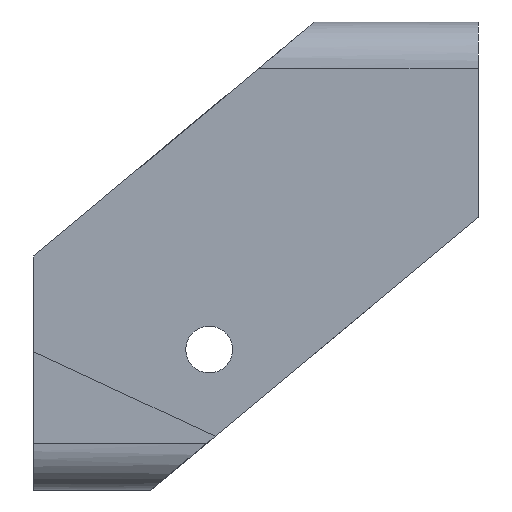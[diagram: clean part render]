
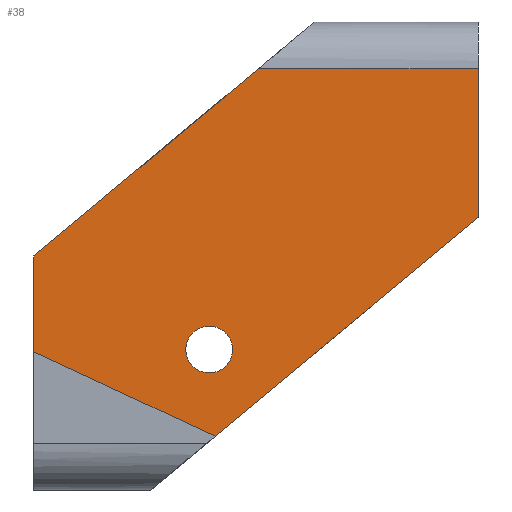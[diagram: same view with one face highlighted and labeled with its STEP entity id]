
A CAD part, left-side view. The second image highlights one B-rep face of the part: STEP entity #38.
In plain terms, the highlighted planar face has unit normal (-1, 0, 0).
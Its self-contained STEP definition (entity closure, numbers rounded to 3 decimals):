
#5 = FACE_BOUND ( 'NONE', #1339, .T. ) ;
#20 = EDGE_CURVE ( 'NONE', #1118, #1595, #360, .T. ) ;
#28 = CARTESIAN_POINT ( 'NONE',  ( -19., -26., -6.667 ) ) ;
#38 = ADVANCED_FACE ( 'NONE', ( #5, #592 ), #49, .T. ) ;
#49 = PLANE ( 'NONE',  #1366 ) ;
#53 = CARTESIAN_POINT ( 'NONE',  ( -19., -3., -18. ) ) ;
#68 = LINE ( 'NONE', #1513, #574 ) ;
#85 = DIRECTION ( 'NONE',  ( 0., 0.768, -0.64 ) ) ;
#87 = AXIS2_PLACEMENT_3D ( 'NONE', #1177, #1550, #931 ) ;
#89 = CARTESIAN_POINT ( 'NONE',  ( -19., 12., -18.177 ) ) ;
#99 = VERTEX_POINT ( 'NONE', #776 ) ;
#116 = EDGE_CURVE ( 'NONE', #895, #1595, #1382, .T. ) ;
#122 = DIRECTION ( 'NONE',  ( 0., 1., 0. ) ) ;
#172 = CARTESIAN_POINT ( 'NONE',  ( -19., 0., 0. ) ) ;
#175 = DIRECTION ( 'NONE',  ( 0., 0., -1. ) ) ;
#239 = CIRCLE ( 'NONE', #87, 2. ) ;
#253 = VECTOR ( 'NONE', #85, 1000. ) ;
#301 = EDGE_CURVE ( 'NONE', #655, #99, #1341, .T. ) ;
#312 = CARTESIAN_POINT ( 'NONE',  ( -19., -3., -20. ) ) ;
#324 = ORIENTED_EDGE ( 'NONE', *, *, #736, .F. ) ;
#334 = ORIENTED_EDGE ( 'NONE', *, *, #371, .T. ) ;
#360 = LINE ( 'NONE', #575, #943 ) ;
#371 = EDGE_CURVE ( 'NONE', #588, #1060, #376, .T. ) ;
#376 = CIRCLE ( 'NONE', #396, 2. ) ;
#388 = DIRECTION ( 'NONE',  ( 0., -0.906, -0.423 ) ) ;
#396 = AXIS2_PLACEMENT_3D ( 'NONE', #53, #1392, #1523 ) ;
#444 = VECTOR ( 'NONE', #388, 1000. ) ;
#449 = EDGE_CURVE ( 'NONE', #895, #511, #1271, .T. ) ;
#511 = VERTEX_POINT ( 'NONE', #28 ) ;
#539 = EDGE_CURVE ( 'NONE', #1060, #588, #239, .T. ) ;
#541 = CARTESIAN_POINT ( 'NONE',  ( -19., -12., 6. ) ) ;
#574 = VECTOR ( 'NONE', #789, 1000. ) ;
#575 = CARTESIAN_POINT ( 'NONE',  ( -19., -12., 10. ) ) ;
#588 = VERTEX_POINT ( 'NONE', #673 ) ;
#592 = FACE_OUTER_BOUND ( 'NONE', #715, .T. ) ;
#655 = VERTEX_POINT ( 'NONE', #89 ) ;
#673 = CARTESIAN_POINT ( 'NONE',  ( -19., -3., -16. ) ) ;
#674 = ORIENTED_EDGE ( 'NONE', *, *, #539, .T. ) ;
#715 = EDGE_LOOP ( 'NONE', ( #1463, #1420, #1483, #985, #750, #324 ) ) ;
#736 = EDGE_CURVE ( 'NONE', #511, #99, #957, .T. ) ;
#750 = ORIENTED_EDGE ( 'NONE', *, *, #301, .T. ) ;
#776 = CARTESIAN_POINT ( 'NONE',  ( -19., -3.509, -25.409 ) ) ;
#782 = CARTESIAN_POINT ( 'NONE',  ( -19., 12., -10. ) ) ;
#789 = DIRECTION ( 'NONE',  ( 0., 0., 1. ) ) ;
#822 = DIRECTION ( 'NONE',  ( 0., 0., 1. ) ) ;
#828 = CARTESIAN_POINT ( 'NONE',  ( -19., 2., -30. ) ) ;
#895 = VERTEX_POINT ( 'NONE', #988 ) ;
#898 = VECTOR ( 'NONE', #175, 1000. ) ;
#931 = DIRECTION ( 'NONE',  ( 0., 0., -1. ) ) ;
#943 = VECTOR ( 'NONE', #1267, 1000. ) ;
#957 = LINE ( 'NONE', #828, #253 ) ;
#985 = ORIENTED_EDGE ( 'NONE', *, *, #1149, .F. ) ;
#988 = CARTESIAN_POINT ( 'NONE',  ( -19., -26., 6. ) ) ;
#1038 = CARTESIAN_POINT ( 'NONE',  ( -19., -7.2, 6. ) ) ;
#1060 = VERTEX_POINT ( 'NONE', #312 ) ;
#1118 = VERTEX_POINT ( 'NONE', #782 ) ;
#1143 = VECTOR ( 'NONE', #122, 1000. ) ;
#1149 = EDGE_CURVE ( 'NONE', #655, #1118, #68, .T. ) ;
#1177 = CARTESIAN_POINT ( 'NONE',  ( -19., -3., -18. ) ) ;
#1267 = DIRECTION ( 'NONE',  ( 0., -0.768, 0.64 ) ) ;
#1271 = LINE ( 'NONE', #1277, #898 ) ;
#1277 = CARTESIAN_POINT ( 'NONE',  ( -19., -26., -6.667 ) ) ;
#1339 = EDGE_LOOP ( 'NONE', ( #674, #334 ) ) ;
#1341 = LINE ( 'NONE', #1369, #444 ) ;
#1366 = AXIS2_PLACEMENT_3D ( 'NONE', #172, #1422, #822 ) ;
#1369 = CARTESIAN_POINT ( 'NONE',  ( -19., 12., -18.177 ) ) ;
#1382 = LINE ( 'NONE', #541, #1143 ) ;
#1392 = DIRECTION ( 'NONE',  ( 1., 0., 0. ) ) ;
#1420 = ORIENTED_EDGE ( 'NONE', *, *, #116, .T. ) ;
#1422 = DIRECTION ( 'NONE',  ( -1., 0., 0. ) ) ;
#1463 = ORIENTED_EDGE ( 'NONE', *, *, #449, .F. ) ;
#1483 = ORIENTED_EDGE ( 'NONE', *, *, #20, .F. ) ;
#1513 = CARTESIAN_POINT ( 'NONE',  ( -19., 12., -10. ) ) ;
#1523 = DIRECTION ( 'NONE',  ( 0., 0., -1. ) ) ;
#1550 = DIRECTION ( 'NONE',  ( 1., 0., 0. ) ) ;
#1595 = VERTEX_POINT ( 'NONE', #1038 ) ;
